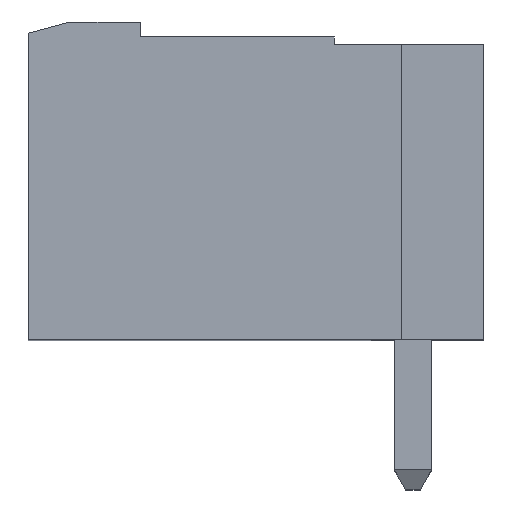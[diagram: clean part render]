
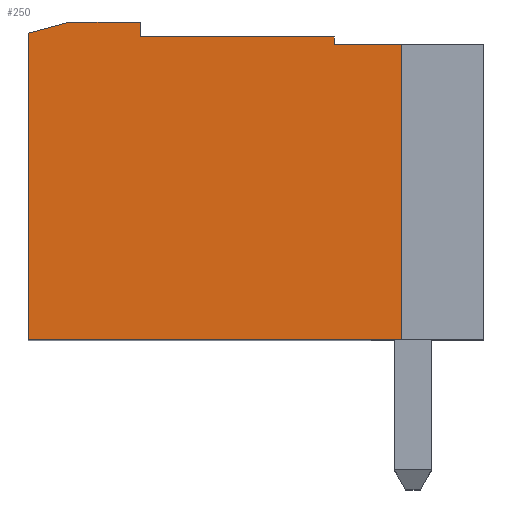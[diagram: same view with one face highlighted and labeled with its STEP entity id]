
A CAD part, top view. The second image highlights one B-rep face of the part: STEP entity #250.
In plain terms, the highlighted planar face has unit normal (0, 0, 1).
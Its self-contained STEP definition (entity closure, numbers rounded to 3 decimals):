
#250 = ADVANCED_FACE( '', ( #625 ), #626, .T. );
#625 = FACE_OUTER_BOUND( '', #1135, .T. );
#626 = PLANE( '', #1136 );
#1135 = EDGE_LOOP( '', ( #1833, #1834, #1835, #1836, #1837, #1838, #1839, #1840, #1841 ) );
#1136 = AXIS2_PLACEMENT_3D( '', #1842, #1843, #1844 );
#1833 = ORIENTED_EDGE( '', *, *, #3195, .T. );
#1834 = ORIENTED_EDGE( '', *, *, #3196, .F. );
#1835 = ORIENTED_EDGE( '', *, *, #3197, .F. );
#1836 = ORIENTED_EDGE( '', *, *, #3056, .F. );
#1837 = ORIENTED_EDGE( '', *, *, #3060, .F. );
#1838 = ORIENTED_EDGE( '', *, *, #3135, .F. );
#1839 = ORIENTED_EDGE( '', *, *, #3198, .F. );
#1840 = ORIENTED_EDGE( '', *, *, #3199, .F. );
#1841 = ORIENTED_EDGE( '', *, *, #3200, .F. );
#1842 = CARTESIAN_POINT( '', ( 204.225, 264.11, 41.64 ) );
#1843 = DIRECTION( '', ( 0., 0., 1. ) );
#1844 = DIRECTION( '', ( 1., 0., 0. ) );
#3056 = EDGE_CURVE( '', #3664, #3659, #3666, .T. );
#3060 = EDGE_CURVE( '', #3670, #3664, #3672, .T. );
#3135 = EDGE_CURVE( '', #3797, #3670, #3799, .T. );
#3195 = EDGE_CURVE( '', #3898, #3899, #3900, .T. );
#3196 = EDGE_CURVE( '', #3901, #3899, #3902, .T. );
#3197 = EDGE_CURVE( '', #3659, #3901, #3903, .T. );
#3198 = EDGE_CURVE( '', #3904, #3797, #3905, .T. );
#3199 = EDGE_CURVE( '', #3906, #3904, #3907, .T. );
#3200 = EDGE_CURVE( '', #3898, #3906, #3908, .T. );
#3659 = VERTEX_POINT( '', #4534 );
#3664 = VERTEX_POINT( '', #4541 );
#3666 = LINE( '', #4544, #4545 );
#3670 = VERTEX_POINT( '', #4550 );
#3672 = LINE( '', #4553, #4554 );
#3797 = VERTEX_POINT( '', #4738 );
#3799 = LINE( '', #4741, #4742 );
#3898 = VERTEX_POINT( '', #4888 );
#3899 = VERTEX_POINT( '', #4889 );
#3900 = LINE( '', #4890, #4891 );
#3901 = VERTEX_POINT( '', #4892 );
#3902 = LINE( '', #4893, #4894 );
#3903 = LINE( '', #4895, #4896 );
#3904 = VERTEX_POINT( '', #4897 );
#3905 = LINE( '', #4898, #4899 );
#3906 = VERTEX_POINT( '', #4900 );
#3907 = LINE( '', #4901, #4902 );
#3908 = LINE( '', #4903, #4904 );
#4534 = CARTESIAN_POINT( '', ( 202.425, 264.31, 41.64 ) );
#4541 = CARTESIAN_POINT( '', ( 197.225, 264.31, 41.64 ) );
#4544 = CARTESIAN_POINT( '', ( 202.425, 264.31, 41.64 ) );
#4545 = VECTOR( '', #5721, 1000. );
#4550 = CARTESIAN_POINT( '', ( 197.225, 264.71, 41.64 ) );
#4553 = CARTESIAN_POINT( '', ( 197.225, 264.31, 41.64 ) );
#4554 = VECTOR( '', #5724, 1000. );
#4738 = CARTESIAN_POINT( '', ( 195.345, 264.71, 41.64 ) );
#4741 = CARTESIAN_POINT( '', ( 197.225, 264.71, 41.64 ) );
#4742 = VECTOR( '', #5788, 1000. );
#4888 = CARTESIAN_POINT( '', ( 204.225, 256.21, 41.64 ) );
#4889 = CARTESIAN_POINT( '', ( 204.225, 264.11, 41.64 ) );
#4890 = CARTESIAN_POINT( '', ( 204.225, 264.11, 41.64 ) );
#4891 = VECTOR( '', #5842, 1000. );
#4892 = CARTESIAN_POINT( '', ( 202.425, 264.11, 41.64 ) );
#4893 = CARTESIAN_POINT( '', ( 204.225, 264.11, 41.64 ) );
#4894 = VECTOR( '', #5843, 1000. );
#4895 = CARTESIAN_POINT( '', ( 202.425, 264.11, 41.64 ) );
#4896 = VECTOR( '', #5844, 1000. );
#4897 = CARTESIAN_POINT( '', ( 194.225, 264.41, 41.64 ) );
#4898 = CARTESIAN_POINT( '', ( 195.345, 264.71, 41.64 ) );
#4899 = VECTOR( '', #5845, 1000. );
#4900 = CARTESIAN_POINT( '', ( 194.225, 256.21, 41.64 ) );
#4901 = CARTESIAN_POINT( '', ( 194.225, 264.41, 41.64 ) );
#4902 = VECTOR( '', #5846, 1000. );
#4903 = CARTESIAN_POINT( '', ( 194.225, 256.21, 41.64 ) );
#4904 = VECTOR( '', #5847, 1000. );
#5721 = DIRECTION( '', ( 1., 0., 0. ) );
#5724 = DIRECTION( '', ( 0., -1., 0. ) );
#5788 = DIRECTION( '', ( 1., 0., 0. ) );
#5842 = DIRECTION( '', ( 0., 1., 0. ) );
#5843 = DIRECTION( '', ( 1., 0., 0. ) );
#5844 = DIRECTION( '', ( 0., -1., 0. ) );
#5845 = DIRECTION( '', ( 0.966, 0.259, 0. ) );
#5846 = DIRECTION( '', ( 0., 1., 0. ) );
#5847 = DIRECTION( '', ( -1., 0., 0. ) );
